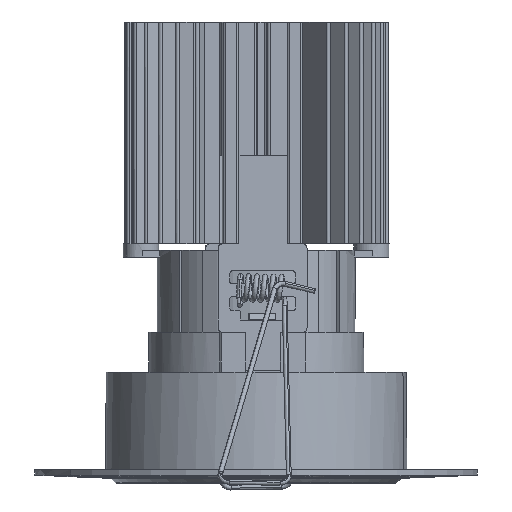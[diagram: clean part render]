
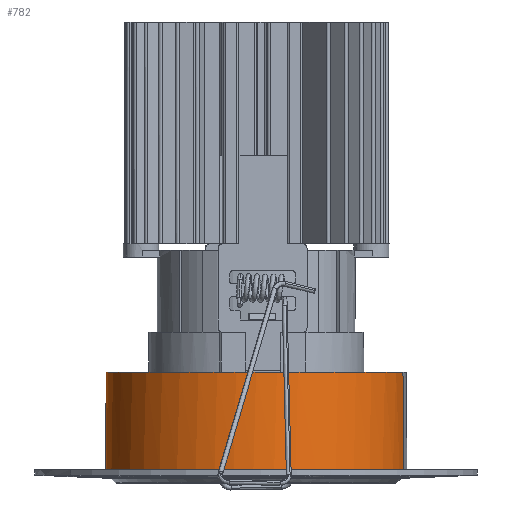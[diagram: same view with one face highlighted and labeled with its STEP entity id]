
A CAD part, left-side view. The second image highlights one B-rep face of the part: STEP entity #782.
In plain terms, the highlighted free-form (B-spline) face has degree [2, 1] with [5, 2] control points.
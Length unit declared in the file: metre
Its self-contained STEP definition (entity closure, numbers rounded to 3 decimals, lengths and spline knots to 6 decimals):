
#782=ADVANCED_FACE('',(#1534),#13163,.T.);
#1534=FACE_OUTER_BOUND('',#2315,.T.);
#2315=EDGE_LOOP('',(#6482,#6483,#6484,#6485));
#6482=ORIENTED_EDGE('',*,*,#8710,.T.);
#6483=ORIENTED_EDGE('',*,*,#8713,.T.);
#6484=ORIENTED_EDGE('',*,*,#8711,.T.);
#6485=ORIENTED_EDGE('',*,*,#8939,.F.);
#8710=EDGE_CURVE('',#12566,#12567,#11102,.T.);
#8711=EDGE_CURVE('',#12570,#12571,#11103,.T.);
#8713=EDGE_CURVE('',#12567,#12570,#10143,.T.);
#8939=EDGE_CURVE('',#12566,#12571,#10254,.T.);
#10143=B_SPLINE_CURVE_WITH_KNOTS('',1,(#32196,#32197),.UNSPECIFIED.,.F.,
 .F.,(2,2),(0.0034,0.025401),.UNSPECIFIED.);
#10254=B_SPLINE_CURVE_WITH_KNOTS('',1,(#33085,#33086),.UNSPECIFIED.,.F.,
 .F.,(2,2),(0.0034,0.025401),.UNSPECIFIED.);
#11102=(
BOUNDED_CURVE()
B_SPLINE_CURVE(2,(#32181,#32182,#32183,#32184,#32185),.UNSPECIFIED.,.F.,
 .F.)
B_SPLINE_CURVE_WITH_KNOTS((3,2,3),(0.106225,0.159337,
0.21245),.UNSPECIFIED.)
CURVE()
GEOMETRIC_REPRESENTATION_ITEM()
RATIONAL_B_SPLINE_CURVE((1.,0.707,1.,0.707,1.))
REPRESENTATION_ITEM('')
);
#11103=(
BOUNDED_CURVE()
B_SPLINE_CURVE(2,(#32186,#32187,#32188,#32189,#32190),.UNSPECIFIED.,.F.,
 .F.)
B_SPLINE_CURVE_WITH_KNOTS((3,2,3),(-0.213656,-0.160242,
-0.106828),.UNSPECIFIED.)
CURVE()
GEOMETRIC_REPRESENTATION_ITEM()
RATIONAL_B_SPLINE_CURVE((1.,0.707,1.,0.707,1.))
REPRESENTATION_ITEM('')
);
#12566=VERTEX_POINT('',#31421);
#12567=VERTEX_POINT('',#31422);
#12570=VERTEX_POINT('',#31425);
#12571=VERTEX_POINT('',#31426);
#13163=(
BOUNDED_SURFACE()
B_SPLINE_SURFACE(2,1,((#30869,#30870),(#30871,#30872),(#30873,#30874),(#30875,
#30876),(#30877,#30878)),.UNSPECIFIED.,.F.,.F.,.F.)
B_SPLINE_SURFACE_WITH_KNOTS((3,2,3),(2,2),(0.106921,0.160382,
0.213843),(0.,0.028801),.UNSPECIFIED.)
GEOMETRIC_REPRESENTATION_ITEM()
RATIONAL_B_SPLINE_SURFACE(((1.,1.),(0.707,0.707),
(1.,1.),(0.707,0.707),(1.,1.)))
REPRESENTATION_ITEM('')
SURFACE()
);
#30869=CARTESIAN_POINT('',(-0.006871,-0.033077,-0.025529));
#30870=CARTESIAN_POINT('',(-0.006922,-0.033323,-0.054329));
#30871=CARTESIAN_POINT('',(-0.039947,-0.026206,-0.025529));
#30872=CARTESIAN_POINT('',(-0.040244,-0.026401,-0.054329));
#30873=CARTESIAN_POINT('',(-0.033077,0.006871,-0.025529));
#30874=CARTESIAN_POINT('',(-0.033323,0.006922,-0.054329));
#30875=CARTESIAN_POINT('',(-0.026206,0.039947,-0.025529));
#30876=CARTESIAN_POINT('',(-0.026401,0.040244,-0.054329));
#30877=CARTESIAN_POINT('',(0.006871,0.033077,-0.025529));
#30878=CARTESIAN_POINT('',(0.006922,0.033323,-0.054329));
#31421=CARTESIAN_POINT('',(-0.006877,-0.033106,-0.028929));
#31422=CARTESIAN_POINT('',(0.006877,0.033106,-0.028929));
#31425=CARTESIAN_POINT('',(0.006916,0.033294,-0.050929));
#31426=CARTESIAN_POINT('',(-0.006916,-0.033294,-0.050929));
#32181=CARTESIAN_POINT('',(-0.006877,-0.033106,-0.028929));
#32182=CARTESIAN_POINT('',(-0.039982,-0.026229,-0.028929));
#32183=CARTESIAN_POINT('',(-0.033106,0.006877,-0.028929));
#32184=CARTESIAN_POINT('',(-0.026229,0.039982,-0.028929));
#32185=CARTESIAN_POINT('',(0.006877,0.033106,-0.028929));
#32186=CARTESIAN_POINT('',(0.006916,0.033294,-0.050929));
#32187=CARTESIAN_POINT('',(-0.026378,0.040209,-0.050929));
#32188=CARTESIAN_POINT('',(-0.033294,0.006916,-0.050929));
#32189=CARTESIAN_POINT('',(-0.040209,-0.026378,-0.050929));
#32190=CARTESIAN_POINT('',(-0.006916,-0.033294,-0.050929));
#32196=CARTESIAN_POINT('',(0.006877,0.033106,-0.028929));
#32197=CARTESIAN_POINT('',(0.006916,0.033294,-0.050929));
#33085=CARTESIAN_POINT('',(-0.006877,-0.033106,-0.028929));
#33086=CARTESIAN_POINT('',(-0.006916,-0.033294,-0.050929));
